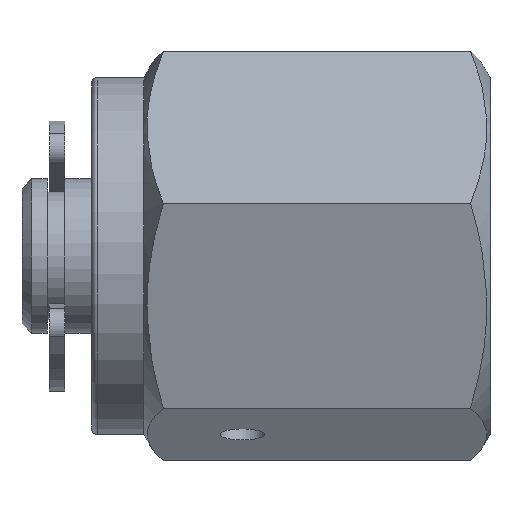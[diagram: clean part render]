
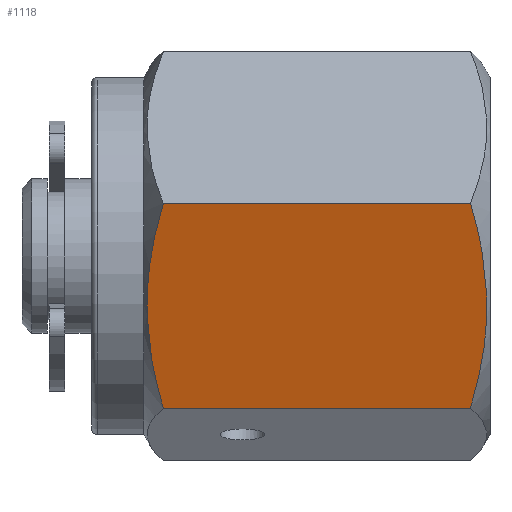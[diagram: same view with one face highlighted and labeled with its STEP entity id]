
A CAD part, front view. The second image highlights one B-rep face of the part: STEP entity #1118.
In plain terms, the highlighted face is planar.
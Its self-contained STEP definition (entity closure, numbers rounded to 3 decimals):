
#23=(
BOUNDED_CURVE()
B_SPLINE_CURVE(2,(#2022,#2023,#2024),.UNSPECIFIED.,.F.,.F.)
B_SPLINE_CURVE_WITH_KNOTS((3,3),(0.,1.113),.UNSPECIFIED.)
CURVE()
GEOMETRIC_REPRESENTATION_ITEM()
RATIONAL_B_SPLINE_CURVE((1.,1.155,1.))
REPRESENTATION_ITEM('')
);
#30=(
BOUNDED_CURVE()
B_SPLINE_CURVE(2,(#2051,#2052,#2053),.UNSPECIFIED.,.F.,.F.)
B_SPLINE_CURVE_WITH_KNOTS((3,3),(0.,1.113),.UNSPECIFIED.)
CURVE()
GEOMETRIC_REPRESENTATION_ITEM()
RATIONAL_B_SPLINE_CURVE((1.,1.155,1.))
REPRESENTATION_ITEM('')
);
#124=LINE('',#2083,#182);
#125=LINE('',#2085,#183);
#182=VECTOR('',#1640,10.);
#183=VECTOR('',#1643,10.);
#271=FACE_OUTER_BOUND('',#355,.T.);
#355=EDGE_LOOP('',(#928,#929,#930,#931));
#518=VERTEX_POINT('',#2019);
#519=VERTEX_POINT('',#2021);
#524=VERTEX_POINT('',#2045);
#526=VERTEX_POINT('',#2050);
#651=EDGE_CURVE('',#519,#518,#23,.T.);
#658=EDGE_CURVE('',#526,#524,#30,.T.);
#670=EDGE_CURVE('',#524,#519,#124,.T.);
#671=EDGE_CURVE('',#526,#518,#125,.T.);
#928=ORIENTED_EDGE('',*,*,#651,.T.);
#929=ORIENTED_EDGE('',*,*,#671,.F.);
#930=ORIENTED_EDGE('',*,*,#658,.T.);
#931=ORIENTED_EDGE('',*,*,#670,.T.);
#1060=PLANE('',#1336);
#1118=ADVANCED_FACE('',(#271),#1060,.T.);
#1336=AXIS2_PLACEMENT_3D('',#2084,#1641,#1642);
#1640=DIRECTION('',(0.,0.,1.));
#1641=DIRECTION('center_axis',(0.5,-0.866,0.));
#1642=DIRECTION('ref_axis',(0.866,0.5,0.));
#1643=DIRECTION('',(0.,0.,1.));
#2019=CARTESIAN_POINT('',(0.,-10.999,19.59));
#2021=CARTESIAN_POINT('',(9.525,-5.499,19.59));
#2022=CARTESIAN_POINT('Ctrl Pts',(9.525,-5.499,19.59));
#2023=CARTESIAN_POINT('Ctrl Pts',(4.763,-8.249,21.178));
#2024=CARTESIAN_POINT('Ctrl Pts',(0.,-10.999,
19.59));
#2045=CARTESIAN_POINT('',(9.525,-5.499,3.71));
#2050=CARTESIAN_POINT('',(0.,-10.999,3.71));
#2051=CARTESIAN_POINT('Ctrl Pts',(0.,-10.999,
3.71));
#2052=CARTESIAN_POINT('Ctrl Pts',(4.763,-8.249,2.122));
#2053=CARTESIAN_POINT('Ctrl Pts',(9.525,-5.499,3.71));
#2083=CARTESIAN_POINT('',(9.525,-5.499,2.7));
#2084=CARTESIAN_POINT('Origin',(0.,-10.999,
2.7));
#2085=CARTESIAN_POINT('',(0.,-10.999,2.7));
